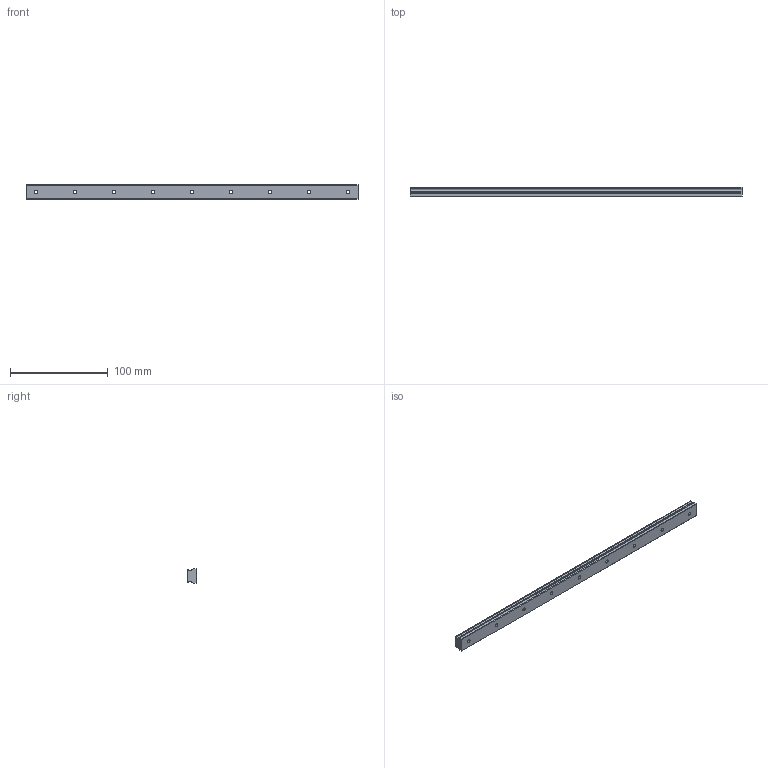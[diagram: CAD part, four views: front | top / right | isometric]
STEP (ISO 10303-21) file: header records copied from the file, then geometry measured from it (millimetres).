
FILE_DESCRIPTION (( 'STEP AP214' ), '1' );
FILE_NAME ('SRS15MSS-340LM_G10_0_0_0_0_0_1.STEP', '2021-08-11T10:56:48', ( '' ), ( '' ), 'SwSTEP 2.0', 'SolidWorks 2021', '' );
FILE_SCHEMA (( 'AUTOMOTIVE_DESIGN' ));
Length unit declared in the file: millimetre
Products named in the file (2): _SRS15M34010 Track; SRS15MSS-340LM_G10_0_0_0_0_0_1
Assembly tree (1 placements, depth 2):
  SRS15MSS-340LM_G10_0_0_0_0_0_1
    _SRS15M34010 Track
Bounding box: 340 x 9.5 x 15 mm (x, y, z)
Volume: 41117.4 mm3; surface area: 17690.3 mm2
Topology: 1 solids, 1 shells, 68 faces, 171 edges, 114 vertices
Faces by surface type: cylinder 43, plane 25
Entity records: 2183 total; most frequent: DIRECTION 401, CARTESIAN_POINT 357, ORIENTED_EDGE 342, EDGE_CURVE 171, AXIS2_PLACEMENT_3D 158, VERTEX_POINT 114, EDGE_LOOP 95, CIRCLE 86
